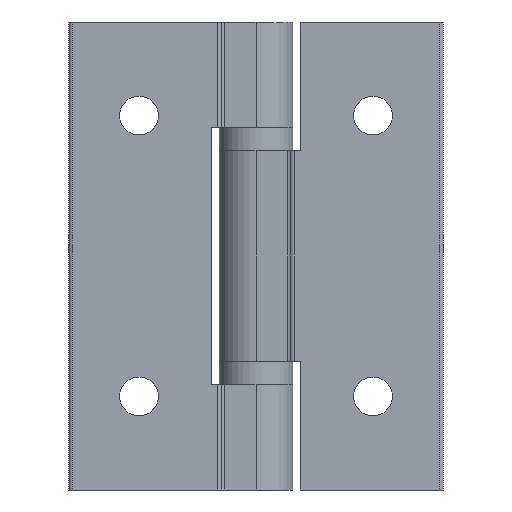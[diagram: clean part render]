
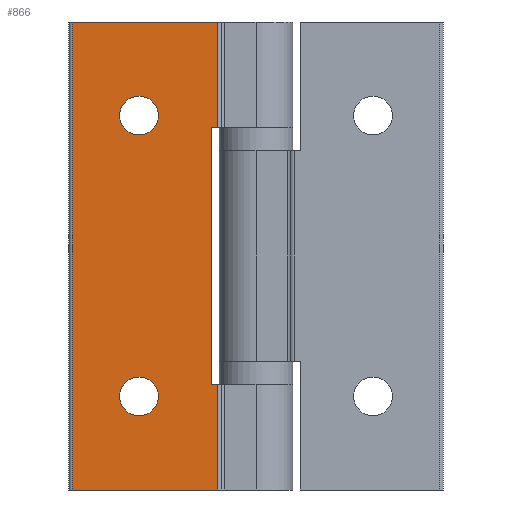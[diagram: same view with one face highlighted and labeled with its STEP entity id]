
A CAD part, front view. The second image highlights one B-rep face of the part: STEP entity #866.
In plain terms, the highlighted planar face has unit normal (0, -1, 0).
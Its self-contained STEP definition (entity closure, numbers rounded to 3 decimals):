
#84=FACE_BOUND('',#235,.T.);
#85=FACE_BOUND('',#236,.T.);
#124=CIRCLE('',#939,1.65);
#126=CIRCLE('',#943,1.65);
#173=FACE_OUTER_BOUND('',#234,.T.);
#234=EDGE_LOOP('',(#687,#688,#689,#690,#691,#692,#693,#694));
#235=EDGE_LOOP('',(#695));
#236=EDGE_LOOP('',(#696));
#288=LINE('',#1304,#349);
#291=LINE('',#1310,#352);
#295=LINE('',#1331,#356);
#306=LINE('',#1366,#367);
#307=LINE('',#1376,#368);
#310=LINE('',#1384,#371);
#314=LINE('',#1408,#375);
#315=LINE('',#1410,#376);
#349=VECTOR('',#1019,22.);
#352=VECTOR('',#1024,0.518);
#356=VECTOR('',#1044,0.518);
#367=VECTOR('',#1079,9.);
#368=VECTOR('',#1090,40.);
#371=VECTOR('',#1099,12.418);
#375=VECTOR('',#1129,9.);
#376=VECTOR('',#1132,12.418);
#410=VERTEX_POINT('',#1301);
#411=VERTEX_POINT('',#1303);
#413=VERTEX_POINT('',#1309);
#422=VERTEX_POINT('',#1329);
#434=VERTEX_POINT('',#1365);
#437=VERTEX_POINT('',#1373);
#438=VERTEX_POINT('',#1375);
#443=VERTEX_POINT('',#1395);
#445=VERTEX_POINT('',#1401);
#447=VERTEX_POINT('',#1406);
#492=EDGE_CURVE('',#411,#410,#288,.T.);
#495=EDGE_CURVE('',#413,#411,#291,.T.);
#506=EDGE_CURVE('',#410,#422,#295,.T.);
#523=EDGE_CURVE('',#413,#434,#306,.T.);
#527=EDGE_CURVE('',#437,#438,#307,.T.);
#532=EDGE_CURVE('',#434,#437,#310,.T.);
#537=EDGE_CURVE('',#443,#443,#124,.T.);
#539=EDGE_CURVE('',#445,#445,#126,.T.);
#542=EDGE_CURVE('',#447,#422,#314,.T.);
#543=EDGE_CURVE('',#447,#438,#315,.T.);
#687=ORIENTED_EDGE('',*,*,#506,.T.);
#688=ORIENTED_EDGE('',*,*,#542,.F.);
#689=ORIENTED_EDGE('',*,*,#543,.T.);
#690=ORIENTED_EDGE('',*,*,#527,.F.);
#691=ORIENTED_EDGE('',*,*,#532,.F.);
#692=ORIENTED_EDGE('',*,*,#523,.F.);
#693=ORIENTED_EDGE('',*,*,#495,.T.);
#694=ORIENTED_EDGE('',*,*,#492,.T.);
#695=ORIENTED_EDGE('',*,*,#537,.T.);
#696=ORIENTED_EDGE('',*,*,#539,.T.);
#830=PLANE('',#946);
#866=ADVANCED_FACE('',(#173,#84,#85),#830,.T.);
#939=AXIS2_PLACEMENT_3D('',#1396,#1114,#1115);
#943=AXIS2_PLACEMENT_3D('',#1402,#1122,#1123);
#946=AXIS2_PLACEMENT_3D('',#1409,#1130,#1131);
#1019=DIRECTION('',(0.,0.,1.));
#1024=DIRECTION('',(-1.,0.,0.));
#1044=DIRECTION('',(1.,0.,0.));
#1079=DIRECTION('',(0.,0.,-1.));
#1090=DIRECTION('',(0.,0.,1.));
#1099=DIRECTION('',(-1.,0.,0.));
#1114=DIRECTION('center_axis',(0.,1.,0.));
#1115=DIRECTION('ref_axis',(1.,0.,0.));
#1122=DIRECTION('center_axis',(0.,1.,0.));
#1123=DIRECTION('ref_axis',(1.,0.,0.));
#1129=DIRECTION('',(0.,0.,-1.));
#1130=DIRECTION('center_axis',(0.,-1.,0.));
#1131=DIRECTION('ref_axis',(-1.,0.,0.));
#1132=DIRECTION('',(-1.,0.,0.));
#1301=CARTESIAN_POINT('',(-3.8,0.,-9.));
#1303=CARTESIAN_POINT('',(-3.8,0.,-31.));
#1304=CARTESIAN_POINT('',(-3.8,0.,-15.5));
#1309=CARTESIAN_POINT('',(-3.282,0.,-31.));
#1310=CARTESIAN_POINT('',(3.203,0.,-31.));
#1329=CARTESIAN_POINT('',(-3.282,0.,-9.));
#1331=CARTESIAN_POINT('',(-1.9,0.,-9.));
#1365=CARTESIAN_POINT('',(-3.282,0.,-40.));
#1366=CARTESIAN_POINT('',(-3.282,0.,0.));
#1373=CARTESIAN_POINT('',(-15.7,0.,-40.));
#1375=CARTESIAN_POINT('',(-15.7,0.,0.));
#1376=CARTESIAN_POINT('',(-15.7,0.,0.));
#1384=CARTESIAN_POINT('',(0.,0.,-40.));
#1395=CARTESIAN_POINT('',(-11.65,0.,-32.));
#1396=CARTESIAN_POINT('Origin',(-10.,0.,-32.));
#1401=CARTESIAN_POINT('',(-11.65,0.,-8.));
#1402=CARTESIAN_POINT('Origin',(-10.,0.,-8.));
#1406=CARTESIAN_POINT('',(-3.282,0.,0.));
#1408=CARTESIAN_POINT('',(-3.282,0.,0.));
#1409=CARTESIAN_POINT('Origin',(0.,0.,
0.));
#1410=CARTESIAN_POINT('',(0.,0.,0.));
